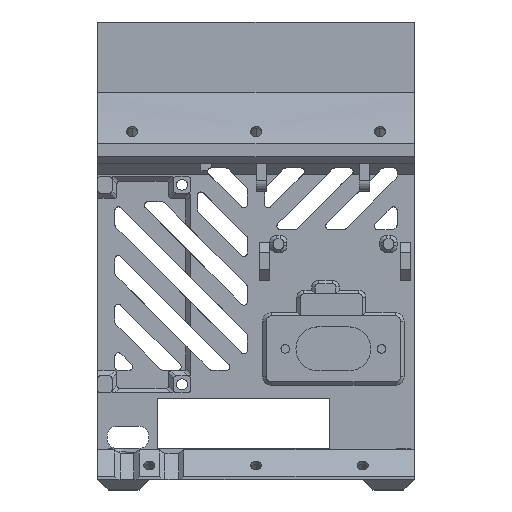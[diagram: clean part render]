
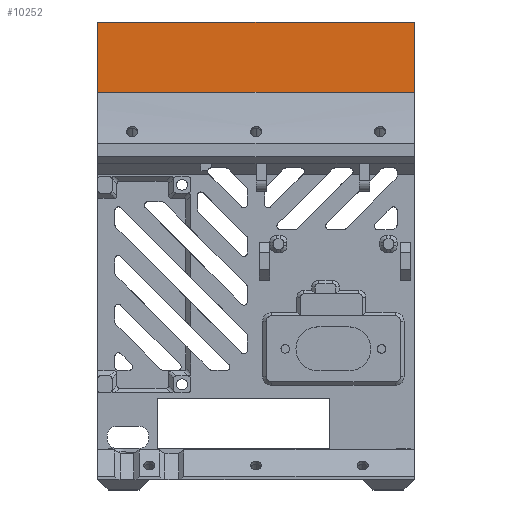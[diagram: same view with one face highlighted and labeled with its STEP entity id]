
A CAD part, top view. The second image highlights one B-rep face of the part: STEP entity #10252.
In plain terms, the highlighted planar face has unit normal (0, 0, 1).
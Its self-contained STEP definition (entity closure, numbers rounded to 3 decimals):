
#274 = CARTESIAN_POINT ( 'NONE',  ( -46., 133., -0.1 ) ) ;
#751 = EDGE_CURVE ( 'NONE', #2135, #3039, #12167, .T. ) ;
#1139 = DIRECTION ( 'NONE',  ( 0., -1., 0. ) ) ;
#1517 = VERTEX_POINT ( 'NONE', #2129 ) ;
#2086 = LINE ( 'NONE', #5625, #7456 ) ;
#2129 = CARTESIAN_POINT ( 'NONE',  ( 46., 133., -0.1 ) ) ;
#2135 = VERTEX_POINT ( 'NONE', #2656 ) ;
#2656 = CARTESIAN_POINT ( 'NONE',  ( 46., 112.569, -0.1 ) ) ;
#3039 = VERTEX_POINT ( 'NONE', #4369 ) ;
#3528 = CARTESIAN_POINT ( 'NONE',  ( 46., 133., -0.1 ) ) ;
#3960 = ORIENTED_EDGE ( 'NONE', *, *, #6829, .F. ) ;
#4229 = ORIENTED_EDGE ( 'NONE', *, *, #11317, .T. ) ;
#4369 = CARTESIAN_POINT ( 'NONE',  ( -46., 112.569, -0.1 ) ) ;
#4628 = FACE_OUTER_BOUND ( 'NONE', #10290, .T. ) ;
#5250 = LINE ( 'NONE', #6333, #5803 ) ;
#5625 = CARTESIAN_POINT ( 'NONE',  ( 46., 133., -0.1 ) ) ;
#5803 = VECTOR ( 'NONE', #7500, 1000. ) ;
#5896 = CARTESIAN_POINT ( 'NONE',  ( -46., 133., -0.1 ) ) ;
#5912 = EDGE_CURVE ( 'NONE', #1517, #8579, #5250, .T. ) ;
#6333 = CARTESIAN_POINT ( 'NONE',  ( 46., 133., -0.1 ) ) ;
#6525 = DIRECTION ( 'NONE',  ( -1., 0., 0. ) ) ;
#6829 = EDGE_CURVE ( 'NONE', #1517, #2135, #2086, .T. ) ;
#7456 = VECTOR ( 'NONE', #1139, 1000. ) ;
#7500 = DIRECTION ( 'NONE',  ( -1., 0., 0. ) ) ;
#7969 = DIRECTION ( 'NONE',  ( 0., 0., -1. ) ) ;
#8579 = VERTEX_POINT ( 'NONE', #274 ) ;
#9069 = PLANE ( 'NONE',  #12946 ) ;
#10146 = LINE ( 'NONE', #5896, #12041 ) ;
#10252 = ADVANCED_FACE ( 'NONE', ( #4628 ), #9069, .F. ) ;
#10290 = EDGE_LOOP ( 'NONE', ( #4229, #11305, #3960, #11795 ) ) ;
#10755 = VECTOR ( 'NONE', #6525, 1000. ) ;
#11305 = ORIENTED_EDGE ( 'NONE', *, *, #751, .F. ) ;
#11317 = EDGE_CURVE ( 'NONE', #8579, #3039, #10146, .T. ) ;
#11388 = DIRECTION ( 'NONE',  ( 0., -1., 0. ) ) ;
#11795 = ORIENTED_EDGE ( 'NONE', *, *, #5912, .T. ) ;
#12041 = VECTOR ( 'NONE', #11388, 1000. ) ;
#12167 = LINE ( 'NONE', #12239, #10755 ) ;
#12239 = CARTESIAN_POINT ( 'NONE',  ( 46., 112.569, -0.1 ) ) ;
#12440 = DIRECTION ( 'NONE',  ( 0., 1., 0. ) ) ;
#12946 = AXIS2_PLACEMENT_3D ( 'NONE', #3528, #7969, #12440 ) ;
